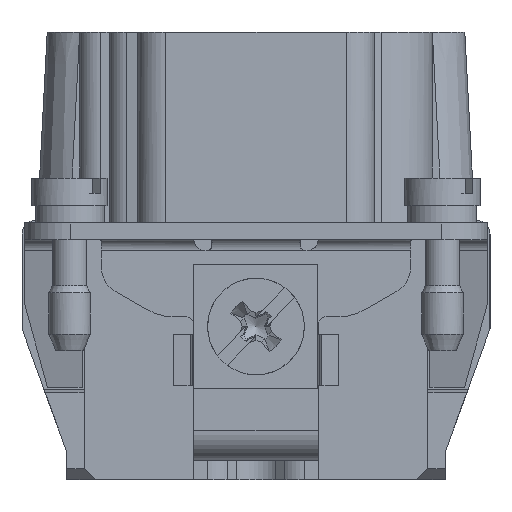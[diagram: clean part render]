
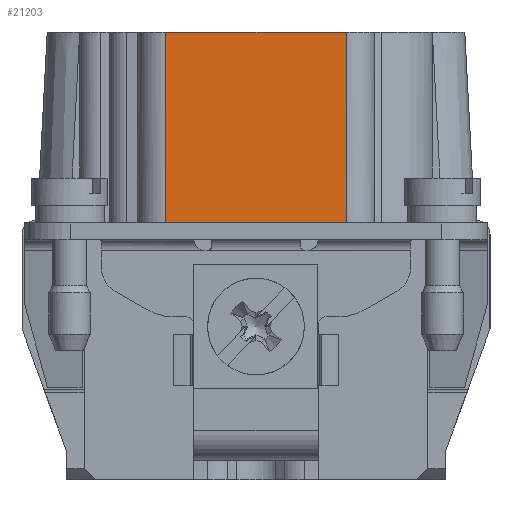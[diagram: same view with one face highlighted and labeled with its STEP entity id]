
A CAD part, left-side view. The second image highlights one B-rep face of the part: STEP entity #21203.
In plain terms, the highlighted planar face has unit normal (-1, 0, 0).
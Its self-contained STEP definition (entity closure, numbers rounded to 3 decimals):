
#17816=FACE_OUTER_BOUND('',#27759,.T.);
#21203=ADVANCED_FACE('',(#17816),#24645,.T.);
#24645=PLANE('',#85827);
#27759=EDGE_LOOP('',(#34504,#34505,#34506,#34507));
#34504=ORIENTED_EDGE('',*,*,#57603,.T.);
#34505=ORIENTED_EDGE('',*,*,#59810,.T.);
#34506=ORIENTED_EDGE('',*,*,#59688,.F.);
#34507=ORIENTED_EDGE('',*,*,#59811,.T.);
#51058=VERTEX_POINT('',#105193);
#51061=VERTEX_POINT('',#105198);
#52765=VERTEX_POINT('',#110718);
#52766=VERTEX_POINT('',#110720);
#57603=EDGE_CURVE('',#51058,#51061,#71390,.T.);
#59688=EDGE_CURVE('',#52765,#52766,#72886,.T.);
#59810=EDGE_CURVE('',#51061,#52766,#72977,.T.);
#59811=EDGE_CURVE('',#52765,#51058,#72978,.T.);
#71390=LINE('',#105199,#76868);
#72886=LINE('',#110719,#78364);
#72977=LINE('',#110949,#78455);
#72978=LINE('',#110950,#78456);
#76868=VECTOR('',#89827,1.);
#78364=VECTOR('',#93019,1.);
#78455=VECTOR('',#93264,1.);
#78456=VECTOR('',#93265,1.);
#85827=AXIS2_PLACEMENT_3D('',#110951,#93266,#93267);
#89827=DIRECTION('',(0.,-1.,0.));
#93019=DIRECTION('',(0.,-1.,0.));
#93264=DIRECTION('',(0.,0.,1.));
#93265=DIRECTION('',(0.,0.,-1.));
#93266=DIRECTION('',(-1.,0.,0.));
#93267=DIRECTION('',(0.,0.,-1.));
#105193=CARTESIAN_POINT('',(-55.425,6.55,1.2));
#105198=CARTESIAN_POINT('',(-55.425,-6.55,1.2));
#105199=CARTESIAN_POINT('',(-55.425,8.55,1.2));
#110718=CARTESIAN_POINT('',(-55.425,6.55,15.));
#110719=CARTESIAN_POINT('',(-55.425,8.55,15.));
#110720=CARTESIAN_POINT('',(-55.425,-6.55,15.));
#110949=CARTESIAN_POINT('',(-55.425,-6.55,15.));
#110950=CARTESIAN_POINT('',(-55.425,6.55,15.));
#110951=CARTESIAN_POINT('',(-55.425,8.55,15.));
